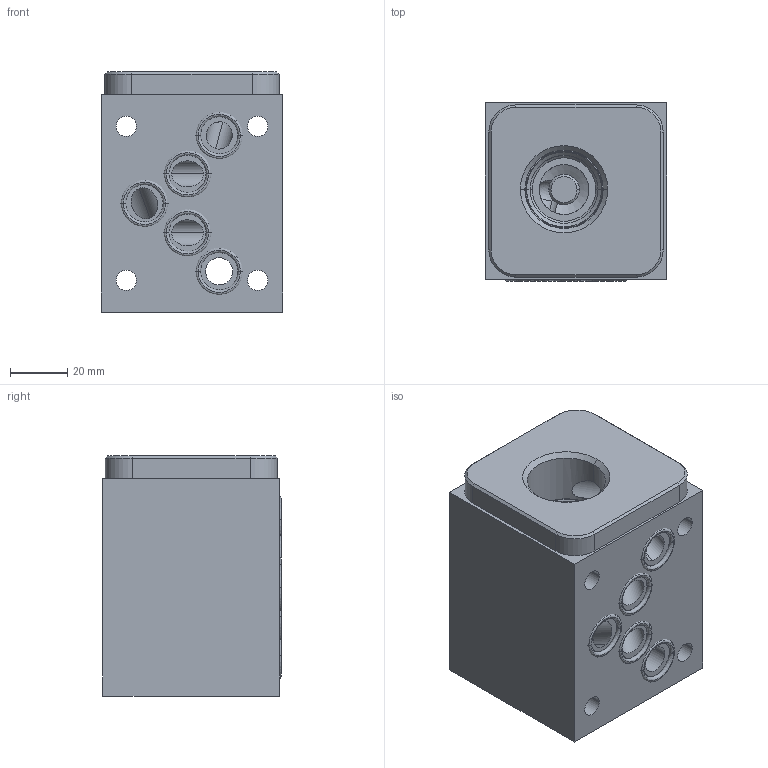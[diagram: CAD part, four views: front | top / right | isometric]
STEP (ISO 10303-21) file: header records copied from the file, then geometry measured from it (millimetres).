
FILE_DESCRIPTION((''),'2;1');
FILE_NAME('BBW_ASM','2019-08-01T',('ProEService'),(''),'PRO/ENGINEER BY PARAMETRIC TECHNOLOGY CORPORATION, 2014200','PRO/ENGINEER BY PARAMETRIC TECHNOLOGY CORPORATION, 2014200','');
FILE_SCHEMA(('CONFIG_CONTROL_DESIGN'));
Length unit declared in the file: inch
Products named in the file (4): 150-386-001; 500-001-014; 340-003; BBW_ASM
Assembly tree (7 placements, depth 2):
  BBW_ASM
    150-386-001
    500-001-014  x5
    340-003
Bounding box: 63.5 x 62.46 x 84.12 mm (x, y, z)
Volume: 265434.5 mm3; surface area: 49543.7 mm2
Topology: 7 solids, 7 shells, 142 faces, 545 edges, 515 vertices
Faces by surface type: cylinder 54, plane 36, cone 23, revolution 20, sphere 9
Entity records: 6520 total; most frequent: CARTESIAN_POINT 2371, DIRECTION 845, ORIENTED_EDGE 618, VECTOR 325, LINE 325, EDGE_CURVE 309, AXIS2_PLACEMENT_3D 258, TRIMMED_CURVE 194
